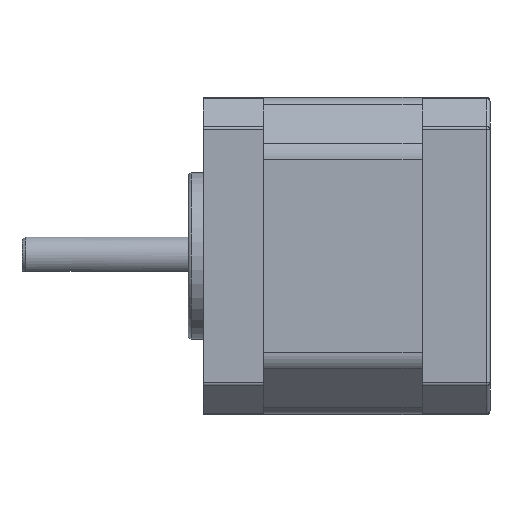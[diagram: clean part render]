
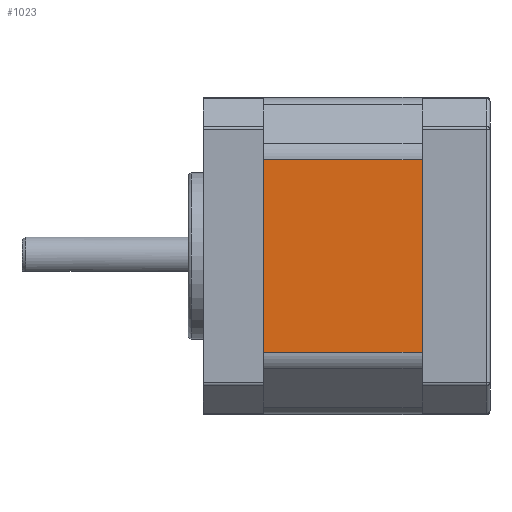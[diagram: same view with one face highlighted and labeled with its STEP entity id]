
A CAD part, left-side view. The second image highlights one B-rep face of the part: STEP entity #1023.
In plain terms, the highlighted planar face has unit normal (-1, 0, 0).
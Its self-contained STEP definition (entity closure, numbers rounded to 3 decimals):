
#101 = PLANE ( 'NONE',  #4991 ) ;
#423 = CARTESIAN_POINT ( 'NONE',  ( 0., 21., -33.757 ) ) ;
#518 = CARTESIAN_POINT ( 'NONE',  ( 0., 21., -8.243 ) ) ;
#610 = CARTESIAN_POINT ( 'NONE',  ( 0., 21., -33.757 ) ) ;
#896 = DIRECTION ( 'NONE',  ( 1., 0., 0. ) ) ;
#1023 = ADVANCED_FACE ( 'NONE', ( #4502 ), #101, .F. ) ;
#1114 = EDGE_CURVE ( 'NONE', #3576, #4493, #4563, .T. ) ;
#1117 = VECTOR ( 'NONE', #3185, 1000. ) ;
#1173 = CARTESIAN_POINT ( 'NONE',  ( 0., 21., -8.243 ) ) ;
#1201 = EDGE_CURVE ( 'NONE', #2901, #4030, #4249, .T. ) ;
#1450 = ORIENTED_EDGE ( 'NONE', *, *, #1201, .T. ) ;
#2087 = VECTOR ( 'NONE', #3484, 1000. ) ;
#2169 = CARTESIAN_POINT ( 'NONE',  ( 0., 0., -8.243 ) ) ;
#2188 = EDGE_LOOP ( 'NONE', ( #4202, #2735, #3958, #1450 ) ) ;
#2285 = CARTESIAN_POINT ( 'NONE',  ( 0., 0., -8.243 ) ) ;
#2363 = VECTOR ( 'NONE', #5018, 1000. ) ;
#2450 = CARTESIAN_POINT ( 'NONE',  ( 0., 21., -8.243 ) ) ;
#2735 = ORIENTED_EDGE ( 'NONE', *, *, #1114, .F. ) ;
#2901 = VERTEX_POINT ( 'NONE', #610 ) ;
#3049 = VECTOR ( 'NONE', #4712, 1000. ) ;
#3185 = DIRECTION ( 'NONE',  ( 0., -1., 0. ) ) ;
#3424 = LINE ( 'NONE', #2285, #2363 ) ;
#3425 = CARTESIAN_POINT ( 'NONE',  ( 0., 0., -33.757 ) ) ;
#3484 = DIRECTION ( 'NONE',  ( 0., -1., 0. ) ) ;
#3576 = VERTEX_POINT ( 'NONE', #518 ) ;
#3641 = DIRECTION ( 'NONE',  ( 0., 0., -1. ) ) ;
#3958 = ORIENTED_EDGE ( 'NONE', *, *, #4772, .F. ) ;
#4030 = VERTEX_POINT ( 'NONE', #3425 ) ;
#4087 = LINE ( 'NONE', #1173, #3049 ) ;
#4202 = ORIENTED_EDGE ( 'NONE', *, *, #4670, .T. ) ;
#4249 = LINE ( 'NONE', #423, #1117 ) ;
#4493 = VERTEX_POINT ( 'NONE', #2169 ) ;
#4502 = FACE_OUTER_BOUND ( 'NONE', #2188, .T. ) ;
#4563 = LINE ( 'NONE', #5037, #2087 ) ;
#4670 = EDGE_CURVE ( 'NONE', #4030, #4493, #3424, .T. ) ;
#4712 = DIRECTION ( 'NONE',  ( 0., 0., 1. ) ) ;
#4772 = EDGE_CURVE ( 'NONE', #2901, #3576, #4087, .T. ) ;
#4991 = AXIS2_PLACEMENT_3D ( 'NONE', #2450, #896, #3641 ) ;
#5018 = DIRECTION ( 'NONE',  ( 0., 0., 1. ) ) ;
#5037 = CARTESIAN_POINT ( 'NONE',  ( 0., 21., -8.243 ) ) ;
